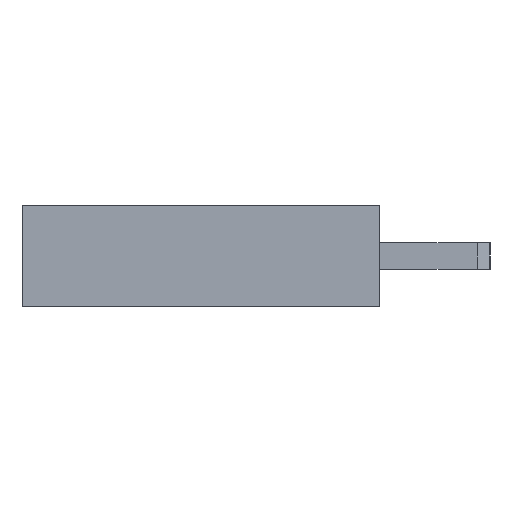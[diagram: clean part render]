
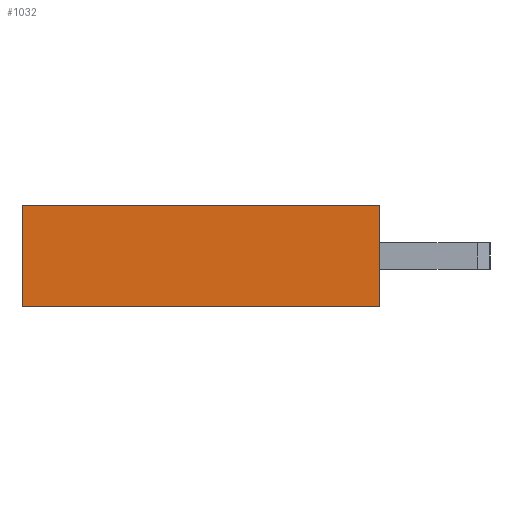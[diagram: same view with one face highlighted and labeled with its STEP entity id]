
A CAD part, left-side view. The second image highlights one B-rep face of the part: STEP entity #1032.
In plain terms, the highlighted planar face has unit normal (-1, 0, 0).
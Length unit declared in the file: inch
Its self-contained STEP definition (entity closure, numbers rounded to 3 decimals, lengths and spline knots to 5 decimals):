
#1032 = ADVANCED_FACE( '', ( #2108 ), #2109, .F. );
#2108 = FACE_OUTER_BOUND( '', #3178, .T. );
#2109 = PLANE( '', #3179 );
#3178 = EDGE_LOOP( '', ( #6274, #6275, #6276, #6277 ) );
#3179 = AXIS2_PLACEMENT_3D( '', #6278, #6279, #6280 );
#6274 = ORIENTED_EDGE( '', *, *, #7513, .T. );
#6275 = ORIENTED_EDGE( '', *, *, #7212, .F. );
#6276 = ORIENTED_EDGE( '', *, *, #6838, .F. );
#6277 = ORIENTED_EDGE( '', *, *, #7068, .T. );
#6278 = CARTESIAN_POINT( '', ( -1.01, 0.335, -0.0475 ) );
#6279 = DIRECTION( '', ( 1., 0., 0. ) );
#6280 = DIRECTION( '', ( 0., 0., -1. ) );
#6838 = EDGE_CURVE( '', #8418, #8420, #8421, .T. );
#7068 = EDGE_CURVE( '', #8418, #8797, #8799, .T. );
#7212 = EDGE_CURVE( '', #8420, #9001, #9002, .T. );
#7513 = EDGE_CURVE( '', #8797, #9001, #9380, .T. );
#8418 = VERTEX_POINT( '', #10652 );
#8420 = VERTEX_POINT( '', #10655 );
#8421 = LINE( '', #10656, #10657 );
#8797 = VERTEX_POINT( '', #11235 );
#8799 = LINE( '', #11238, #11239 );
#9001 = VERTEX_POINT( '', #11543 );
#9002 = LINE( '', #11544, #11545 );
#9380 = LINE( '', #12126, #12127 );
#10652 = CARTESIAN_POINT( '', ( -1.01, 0.335, -0.0475 ) );
#10655 = CARTESIAN_POINT( '', ( -1.01, 0.335, 0.0475 ) );
#10656 = CARTESIAN_POINT( '', ( -1.01, 0.335, -0.0475 ) );
#10657 = VECTOR( '', #12689, 39.37008 );
#11235 = CARTESIAN_POINT( '', ( -1.01, 0., -0.0475 ) );
#11238 = CARTESIAN_POINT( '', ( -1.01, 0.335, -0.0475 ) );
#11239 = VECTOR( '', #12893, 39.37008 );
#11543 = CARTESIAN_POINT( '', ( -1.01, 0., 0.0475 ) );
#11544 = CARTESIAN_POINT( '', ( -1.01, 0.335, 0.0475 ) );
#11545 = VECTOR( '', #12996, 39.37008 );
#12126 = CARTESIAN_POINT( '', ( -1.01, 0., -0.0475 ) );
#12127 = VECTOR( '', #13200, 39.37008 );
#12689 = DIRECTION( '', ( 0., 0., 1. ) );
#12893 = DIRECTION( '', ( 0., -1., 0. ) );
#12996 = DIRECTION( '', ( 0., -1., 0. ) );
#13200 = DIRECTION( '', ( 0., 0., 1. ) );
